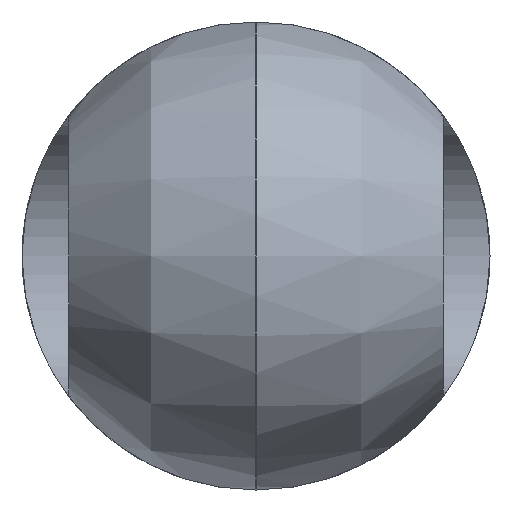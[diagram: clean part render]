
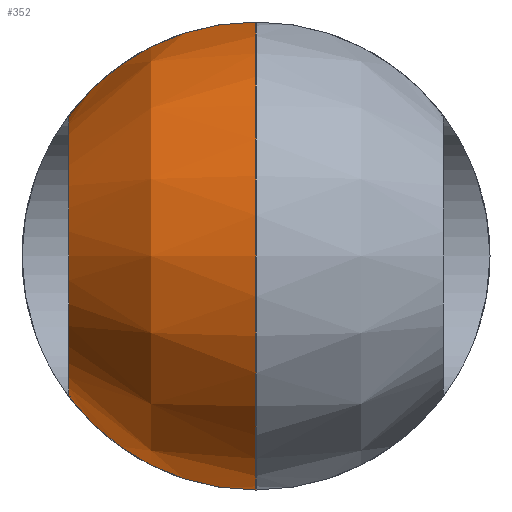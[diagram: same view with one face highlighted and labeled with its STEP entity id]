
A CAD part, front view. The second image highlights one B-rep face of the part: STEP entity #352.
In plain terms, the highlighted free-form (B-spline) face has degree [2, 2] with [3, 5] control points.
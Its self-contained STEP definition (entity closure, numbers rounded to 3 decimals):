
#24=(
BOUNDED_SURFACE()
B_SPLINE_SURFACE(2,2,((#669,#670,#671,#672,#673),(#674,#675,#676,#677,#678),
(#679,#680,#681,#682,#683)),.UNSPECIFIED.,.F.,.F.,.F.)
B_SPLINE_SURFACE_WITH_KNOTS((3,3),(3,2,3),(0.,0.928),(-3.142,
-1.571,0.),.UNSPECIFIED.)
GEOMETRIC_REPRESENTATION_ITEM()
RATIONAL_B_SPLINE_SURFACE(((1.,0.707,1.,0.707,1.),
(0.894,0.632,0.894,0.632,
0.894),(1.,0.707,1.,0.707,1.)))
REPRESENTATION_ITEM('')
SURFACE()
);
#34=FACE_OUTER_BOUND('',#56,.T.);
#56=EDGE_LOOP('',(#247,#248,#249,#250,#251));
#124=CIRCLE('',#397,24.978);
#127=CIRCLE('',#402,24.978);
#128=CIRCLE('',#403,15.);
#129=CIRCLE('',#404,15.);
#130=CIRCLE('',#405,25.);
#151=VERTEX_POINT('',#565);
#152=VERTEX_POINT('',#609);
#157=VERTEX_POINT('',#622);
#158=VERTEX_POINT('',#666);
#159=VERTEX_POINT('',#684);
#184=EDGE_CURVE('',#152,#151,#124,.T.);
#190=EDGE_CURVE('',#157,#158,#127,.T.);
#192=EDGE_CURVE('',#157,#159,#128,.T.);
#193=EDGE_CURVE('',#159,#151,#129,.T.);
#194=EDGE_CURVE('',#152,#158,#130,.T.);
#247=ORIENTED_EDGE('',*,*,#192,.T.);
#248=ORIENTED_EDGE('',*,*,#193,.T.);
#249=ORIENTED_EDGE('',*,*,#184,.F.);
#250=ORIENTED_EDGE('',*,*,#194,.T.);
#251=ORIENTED_EDGE('',*,*,#190,.F.);
#352=ADVANCED_FACE('',(#34),#24,.F.);
#397=AXIS2_PLACEMENT_3D('',#611,#451,#452);
#402=AXIS2_PLACEMENT_3D('',#667,#463,#464);
#403=AXIS2_PLACEMENT_3D('',#685,#466,#467);
#404=AXIS2_PLACEMENT_3D('',#686,#468,#469);
#405=AXIS2_PLACEMENT_3D('',#687,#470,#471);
#451=DIRECTION('center_axis',(0.,1.,0.));
#452=DIRECTION('ref_axis',(0.,0.,-1.));
#463=DIRECTION('center_axis',(0.,1.,0.));
#464=DIRECTION('ref_axis',(-1.,0.,0.));
#466=DIRECTION('center_axis',(1.,0.,0.));
#467=DIRECTION('ref_axis',(0.,1.,0.));
#468=DIRECTION('center_axis',(1.,0.,0.));
#469=DIRECTION('ref_axis',(0.,1.,0.));
#470=DIRECTION('center_axis',(-1.,0.,0.));
#471=DIRECTION('ref_axis',(0.,-1.,0.));
#565=CARTESIAN_POINT('',(-20.011,-30.,-15.));
#609=CARTESIAN_POINT('',(-0.023,-30.,-25.));
#611=CARTESIAN_POINT('Origin',(-0.023,-30.,-0.023));
#622=CARTESIAN_POINT('',(-20.011,-30.,15.));
#666=CARTESIAN_POINT('',(-0.023,-30.,25.));
#667=CARTESIAN_POINT('Origin',(-0.023,-30.,0.023));
#669=CARTESIAN_POINT('Ctrl Pts',(-0.023,-30.,-25.));
#670=CARTESIAN_POINT('Ctrl Pts',(-0.023,-55.,-25.));
#671=CARTESIAN_POINT('Ctrl Pts',(-0.023,-55.,0.));
#672=CARTESIAN_POINT('Ctrl Pts',(-0.023,-55.,25.));
#673=CARTESIAN_POINT('Ctrl Pts',(-0.023,-30.,25.));
#674=CARTESIAN_POINT('Ctrl Pts',(-12.518,-30.,-25.));
#675=CARTESIAN_POINT('Ctrl Pts',(-12.518,-55.,-25.));
#676=CARTESIAN_POINT('Ctrl Pts',(-12.518,-55.,0.));
#677=CARTESIAN_POINT('Ctrl Pts',(-12.518,-55.,25.));
#678=CARTESIAN_POINT('Ctrl Pts',(-12.518,-30.,25.));
#679=CARTESIAN_POINT('Ctrl Pts',(-20.011,-30.,-15.));
#680=CARTESIAN_POINT('Ctrl Pts',(-20.011,-45.,-15.));
#681=CARTESIAN_POINT('Ctrl Pts',(-20.011,-45.,0.));
#682=CARTESIAN_POINT('Ctrl Pts',(-20.011,-45.,15.));
#683=CARTESIAN_POINT('Ctrl Pts',(-20.011,-30.,15.));
#684=CARTESIAN_POINT('',(-20.011,-45.,0.));
#685=CARTESIAN_POINT('Origin',(-20.011,-30.,0.));
#686=CARTESIAN_POINT('Origin',(-20.011,-30.,0.));
#687=CARTESIAN_POINT('Origin',(-0.023,-30.,0.));
